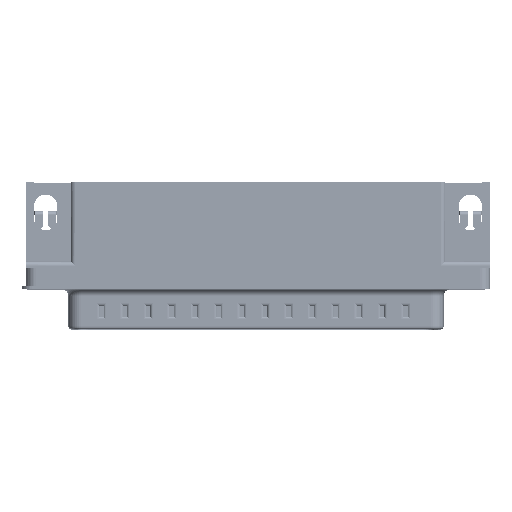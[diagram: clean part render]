
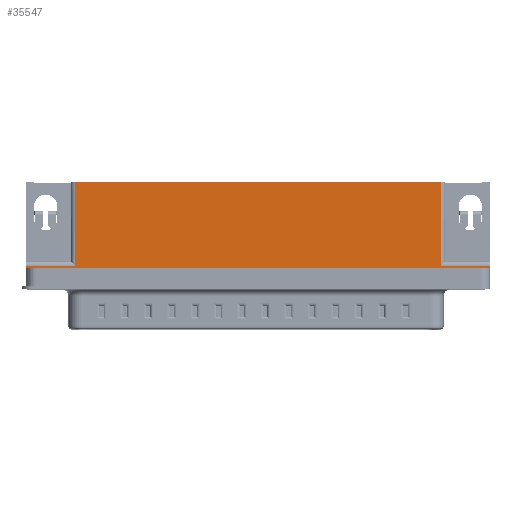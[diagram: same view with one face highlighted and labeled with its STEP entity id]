
A CAD part, top view. The second image highlights one B-rep face of the part: STEP entity #35547.
In plain terms, the highlighted planar face has unit normal (0, 0, 1).
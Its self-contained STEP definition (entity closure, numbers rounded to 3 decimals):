
#2931=ORIENTED_EDGE('',*,*,#13001,.F.);
#2932=ORIENTED_EDGE('',*,*,#13042,.T.);
#2933=ORIENTED_EDGE('',*,*,#13043,.T.);
#2934=ORIENTED_EDGE('',*,*,#13044,.F.);
#2935=ORIENTED_EDGE('',*,*,#13045,.F.);
#2936=ORIENTED_EDGE('',*,*,#13046,.F.);
#2937=ORIENTED_EDGE('',*,*,#13047,.T.);
#2938=ORIENTED_EDGE('',*,*,#13048,.T.);
#13001=EDGE_CURVE('',#17997,#17998,#21379,.T.);
#13042=EDGE_CURVE('',#17997,#18026,#21417,.F.);
#13043=EDGE_CURVE('',#18026,#18027,#21418,.T.);
#13044=EDGE_CURVE('',#18028,#18027,#21419,.T.);
#13045=EDGE_CURVE('',#18029,#18028,#21420,.T.);
#13046=EDGE_CURVE('',#18030,#18029,#21421,.T.);
#13047=EDGE_CURVE('',#18030,#18031,#21422,.T.);
#13048=EDGE_CURVE('',#18031,#17998,#21423,.T.);
#17997=VERTEX_POINT('',#52250);
#17998=VERTEX_POINT('',#52252);
#18026=VERTEX_POINT('',#52329);
#18027=VERTEX_POINT('',#52331);
#18028=VERTEX_POINT('',#52333);
#18029=VERTEX_POINT('',#52335);
#18030=VERTEX_POINT('',#52337);
#18031=VERTEX_POINT('',#52339);
#21379=LINE('',#52251,#25757);
#21417=LINE('',#52328,#25795);
#21418=LINE('',#52330,#25796);
#21419=LINE('',#52332,#25797);
#21420=LINE('',#52334,#25798);
#21421=LINE('',#52336,#25799);
#21422=LINE('',#52338,#25800);
#21423=LINE('',#52340,#25801);
#25757=VECTOR('',#41784,1000.);
#25795=VECTOR('',#41844,1000.);
#25796=VECTOR('',#41845,1000.);
#25797=VECTOR('',#41846,1000.);
#25798=VECTOR('',#41847,1000.);
#25799=VECTOR('',#41848,1000.);
#25800=VECTOR('',#41849,1000.);
#25801=VECTOR('',#41850,1000.);
#29407=EDGE_LOOP('',(#2931,#2932,#2933,#2934,#2935,#2936,#2937,#2938));
#31824=FACE_BOUND('',#29407,.T.);
#34114=PLANE('',#37807);
#35547=ADVANCED_FACE('',(#31824),#34114,.F.);
#37807=AXIS2_PLACEMENT_3D('',#52327,#41842,#41843);
#41784=DIRECTION('',(1.,0.,0.));
#41842=DIRECTION('',(0.,0.,-1.));
#41843=DIRECTION('',(-1.,0.,0.));
#41844=DIRECTION('',(0.,1.,0.));
#41845=DIRECTION('',(-1.,0.,0.));
#41846=DIRECTION('',(0.,1.,0.));
#41847=DIRECTION('',(-1.,0.,0.));
#41848=DIRECTION('',(0.,-1.,0.));
#41849=DIRECTION('',(-1.,0.,0.));
#41850=DIRECTION('',(0.,1.,0.));
#52250=CARTESIAN_POINT('',(-27.3,7.775,4.25));
#52251=CARTESIAN_POINT('',(-34.7,7.775,4.25));
#52252=CARTESIAN_POINT('',(27.3,7.775,4.25));
#52327=CARTESIAN_POINT('',(0.,0.,4.25));
#52328=CARTESIAN_POINT('',(-27.3,-4.025,4.25));
#52329=CARTESIAN_POINT('',(-27.3,-4.725,4.25));
#52330=CARTESIAN_POINT('',(0.,-4.725,4.25));
#52331=CARTESIAN_POINT('',(-34.7,-4.725,4.25));
#52332=CARTESIAN_POINT('',(-34.7,-5.075,4.25));
#52333=CARTESIAN_POINT('',(-34.7,-5.075,4.25));
#52334=CARTESIAN_POINT('',(34.7,-5.075,4.25));
#52335=CARTESIAN_POINT('',(34.7,-5.075,4.25));
#52336=CARTESIAN_POINT('',(34.7,7.775,4.25));
#52337=CARTESIAN_POINT('',(34.7,-4.725,4.25));
#52338=CARTESIAN_POINT('',(0.,-4.725,4.25));
#52339=CARTESIAN_POINT('',(27.3,-4.725,4.25));
#52340=CARTESIAN_POINT('',(27.3,7.775,4.25));
